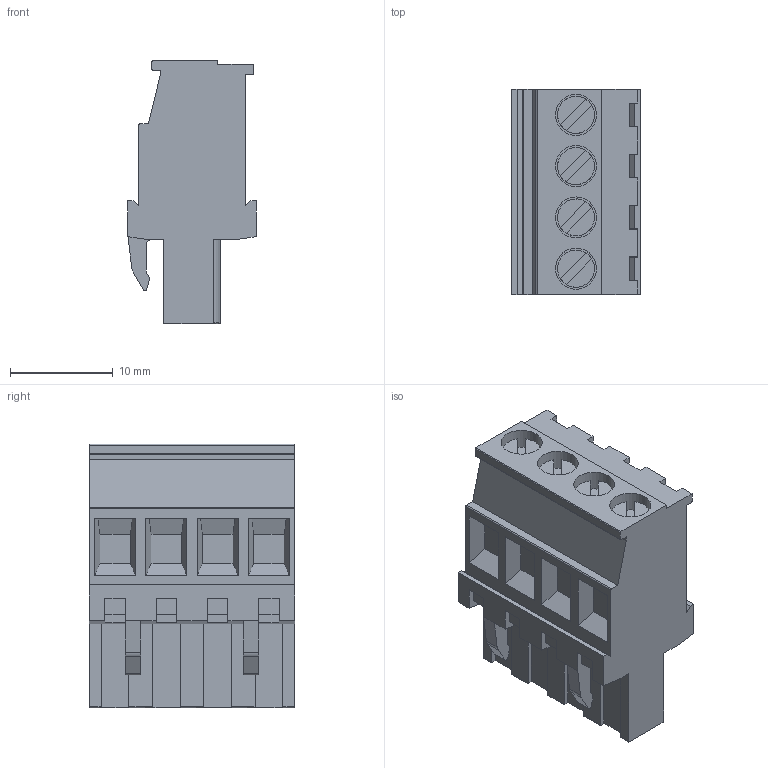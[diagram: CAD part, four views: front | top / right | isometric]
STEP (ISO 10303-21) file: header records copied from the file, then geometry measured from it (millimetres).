
FILE_DESCRIPTION(/* description */ ('Unknown'),/* implementation_level */ '2;1');
FILE_NAME(/* name */ 'MC200-E104-20230325',/* time_stamp */ '2023-03-25T16:18:11+08:00',/* author */ ('Unknown'),/* organization */ ('Unknown'),/* preprocessor_version */ 'ST-DEVELOPER v16.7',/* originating_system */ 'DEX',/* authorisation */ $);
FILE_SCHEMA (('AUTOMOTIVE_DESIGN {1 0 10303 214 3 1 1}'));
Length unit declared in the file: millimetre
Products named in the file (1): MC200-E104-20190401
Bounding box: 12.5 x 20 x 25.7 mm (x, y, z)
Volume: 4144.8 mm3; surface area: 2499 mm2
Topology: 1 solids, 1 shells, 229 faces, 619 edges, 408 vertices
Faces by surface type: plane 179, cylinder 42, cone 4, torus 4
Full cylindrical faces by diameter (mm): 3 x4, 3.6 x4, 4 x4
Entity records: 7223 total; most frequent: CARTESIAN_POINT 1441, ORIENTED_EDGE 1198, DIRECTION 1147, EDGE_CURVE 599, LINE 495, VECTOR 495, VERTEX_POINT 404, AXIS2_PLACEMENT_3D 326
